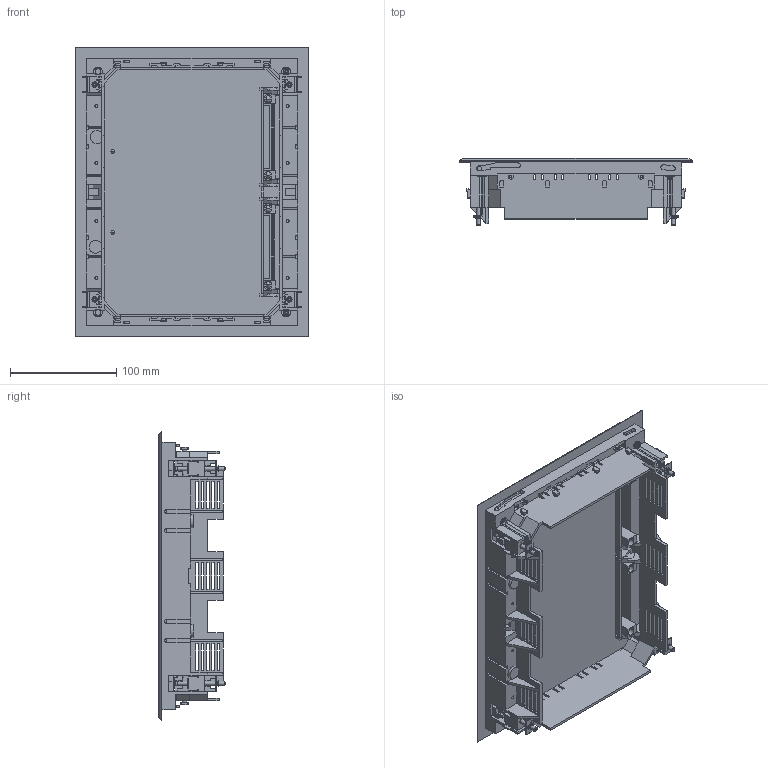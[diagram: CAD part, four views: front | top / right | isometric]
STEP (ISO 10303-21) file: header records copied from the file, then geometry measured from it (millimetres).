
FILE_DESCRIPTION (( 'STEP AP214' ), '1' );
FILE_NAME ('7405308.STP', '2021-05-19T11:16:43', ( '' ), ( '' ), 'SwSTEP 2.0', 'SolidWorks 2020', '' );
FILE_SCHEMA (( 'AUTOMOTIVE_DESIGN' ));
Length unit declared in the file: millimetre
Products named in the file (18): 40046K_Standard; 42760L_Standard; 42834C_Standard; 42947A_Standard; 30788A1_Standard; 43680A_Standard; P_0000001462_1_Standard; 43646A_Standard; 39405602T1_Standard; 59498_Standard; 43645A_Standard; 42843E_Standard; 35104333_Standard; 7405308
Assembly tree (29 placements, depth 3):
  7405308
    43645A_Standard
    40046K_Standard
      42760L_Standard
      39405602T1_Standard
    40046K_Standard
      42760L_Standard
      39405602T1_Standard
    40046K_Standard
      42760L_Standard
      39405602T1_Standard
    40046K_Standard
      42760L_Standard
      39405602T1_Standard
    43646A_Standard
    43680A_Standard
    59498_Standard  x2
    35104333_Standard  x2
    30788A1_Standard
      42947A_Standard
      42843E_Standard
    42834C_Standard  x2
    30788A1_Standard
      42947A_Standard
      42843E_Standard
    P_0000001462_1_Standard  x2
Bounding box: 220 x 62.8 x 273 mm (x, y, z)
Volume: 580847.6 mm3; surface area: 383559.7 mm2
Topology: 23 solids, 23 shells, 1961 faces, 5534 edges, 3612 vertices
Faces by surface type: plane 1547, cylinder 322, cone 38, torus 38, bspline 16
Full cylindrical faces by diameter (mm): 2 x10, 2.7 x8, 3 x14, 3.5 x6, 4 x8, 4.1 x2, 5.1 x4, 5.5 x2, 7 x4, 7.1 x2
Entity records: 48493 total; most frequent: CARTESIAN_POINT 9023, ORIENTED_EDGE 8120, DIRECTION 7430, EDGE_CURVE 4060, LINE 3452, VECTOR 3452, VERTEX_POINT 2696, AXIS2_PLACEMENT_3D 1989
